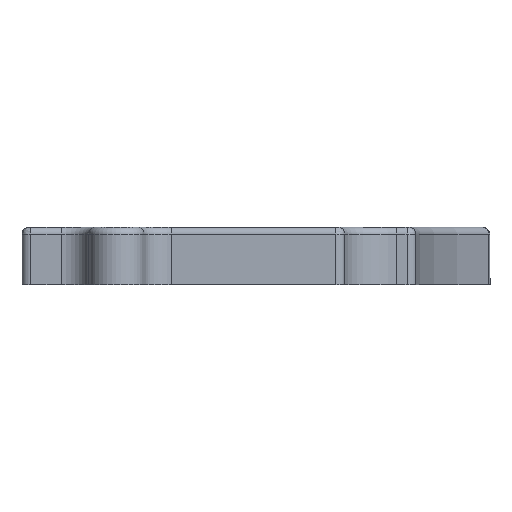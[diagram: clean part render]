
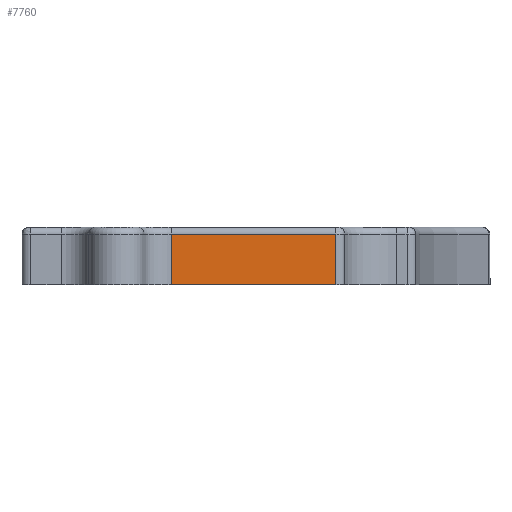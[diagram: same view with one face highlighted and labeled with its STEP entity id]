
A CAD part, left-side view. The second image highlights one B-rep face of the part: STEP entity #7760.
In plain terms, the highlighted planar face has unit normal (-1, 0, 0).
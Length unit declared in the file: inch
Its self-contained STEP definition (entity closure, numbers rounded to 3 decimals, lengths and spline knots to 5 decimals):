
#95=PLANE('',#8237);
#451=LINE('',#10977,#1453);
#461=LINE('',#11038,#1463);
#462=LINE('',#11042,#1464);
#463=LINE('',#11043,#1465);
#1453=VECTOR('',#8844,0.3937);
#1463=VECTOR('',#8886,0.3937);
#1464=VECTOR('',#8891,0.3937);
#1465=VECTOR('',#8892,0.3937);
#2533=FACE_OUTER_BOUND('',#2952,.T.);
#2952=EDGE_LOOP('',(#5560,#5561,#5562,#5563));
#3596=VERTEX_POINT('',#10967);
#3598=VERTEX_POINT('',#10973);
#3610=VERTEX_POINT('',#11037);
#3611=VERTEX_POINT('',#11041);
#4373=EDGE_CURVE('',#3596,#3598,#451,.T.);
#4393=EDGE_CURVE('',#3598,#3610,#461,.T.);
#4395=EDGE_CURVE('',#3596,#3611,#462,.T.);
#4396=EDGE_CURVE('',#3611,#3610,#463,.T.);
#5560=ORIENTED_EDGE('',*,*,#4373,.F.);
#5561=ORIENTED_EDGE('',*,*,#4395,.T.);
#5562=ORIENTED_EDGE('',*,*,#4396,.T.);
#5563=ORIENTED_EDGE('',*,*,#4393,.F.);
#7760=ADVANCED_FACE('',(#2533),#95,.T.);
#8237=AXIS2_PLACEMENT_3D('',#11040,#8889,#8890);
#8844=DIRECTION('',(0.,-1.,0.));
#8886=DIRECTION('',(0.,0.,-1.));
#8889=DIRECTION('center_axis',(-1.,0.,0.));
#8890=DIRECTION('ref_axis',(0.,1.,0.));
#8891=DIRECTION('',(0.,0.,-1.));
#8892=DIRECTION('',(0.,-1.,0.));
#10967=CARTESIAN_POINT('',(2.85408,-3.2938,-0.0125));
#10973=CARTESIAN_POINT('',(2.85408,-4.78693,-0.0125));
#10977=CARTESIAN_POINT('',(2.85408,-4.424,-0.0125));
#11037=CARTESIAN_POINT('',(2.85408,-4.78693,-0.47244));
#11038=CARTESIAN_POINT('',(2.85408,-4.78693,0.05));
#11040=CARTESIAN_POINT('Origin',(2.85408,-4.78693,0.05));
#11041=CARTESIAN_POINT('',(2.85408,-3.2938,-0.47244));
#11042=CARTESIAN_POINT('',(2.85408,-3.2938,0.));
#11043=CARTESIAN_POINT('',(2.85408,-3.2938,-0.47244));
